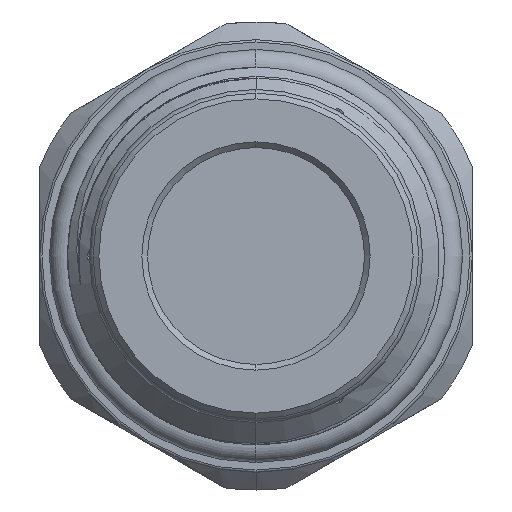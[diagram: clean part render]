
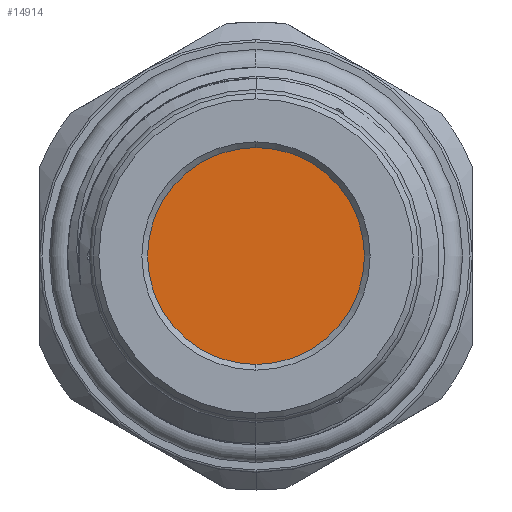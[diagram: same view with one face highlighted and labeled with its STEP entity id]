
A CAD part, left-side view. The second image highlights one B-rep face of the part: STEP entity #14914.
In plain terms, the highlighted planar face has unit normal (-1, 0, 0).
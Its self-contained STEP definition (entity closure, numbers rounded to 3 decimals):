
#788 = ORIENTED_EDGE ( 'NONE', *, *, #13412, .F. ) ;
#900 = CARTESIAN_POINT ( 'NONE',  ( 1.77, 0., -9.525 ) ) ;
#974 = FACE_OUTER_BOUND ( 'NONE', #15771, .T. ) ;
#2271 = DIRECTION ( 'NONE',  ( 0., -1., 0. ) ) ;
#3376 = AXIS2_PLACEMENT_3D ( 'NONE', #12863, #8660, #8771 ) ;
#3601 = CARTESIAN_POINT ( 'NONE',  ( 1.77, 0., 0. ) ) ;
#3733 = DIRECTION ( 'NONE',  ( 1., 0., 0. ) ) ;
#4543 = AXIS2_PLACEMENT_3D ( 'NONE', #10595, #3733, #2271 ) ;
#4818 = DIRECTION ( 'NONE',  ( 0., -1., 0. ) ) ;
#4875 = DIRECTION ( 'NONE',  ( -1., 0., 0. ) ) ;
#5393 = VERTEX_POINT ( 'NONE', #16306 ) ;
#6158 = PLANE ( 'NONE',  #14944 ) ;
#8660 = DIRECTION ( 'NONE',  ( 1., 0., 0. ) ) ;
#8771 = DIRECTION ( 'NONE',  ( 0., -1., 0. ) ) ;
#10595 = CARTESIAN_POINT ( 'NONE',  ( 1.77, 0., 0. ) ) ;
#12156 = CIRCLE ( 'NONE', #4543, 9.525 ) ;
#12350 = CIRCLE ( 'NONE', #3376, 9.525 ) ;
#12863 = CARTESIAN_POINT ( 'NONE',  ( 1.77, 0., 0. ) ) ;
#13412 = EDGE_CURVE ( 'NONE', #5393, #17887, #12156, .T. ) ;
#13843 = EDGE_CURVE ( 'NONE', #17887, #5393, #12350, .T. ) ;
#14914 = ADVANCED_FACE ( 'NONE', ( #974 ), #6158, .T. ) ;
#14944 = AXIS2_PLACEMENT_3D ( 'NONE', #3601, #4875, #4818 ) ;
#15771 = EDGE_LOOP ( 'NONE', ( #788, #17237 ) ) ;
#16306 = CARTESIAN_POINT ( 'NONE',  ( 1.77, 0., 9.525 ) ) ;
#17237 = ORIENTED_EDGE ( 'NONE', *, *, #13843, .F. ) ;
#17887 = VERTEX_POINT ( 'NONE', #900 ) ;
